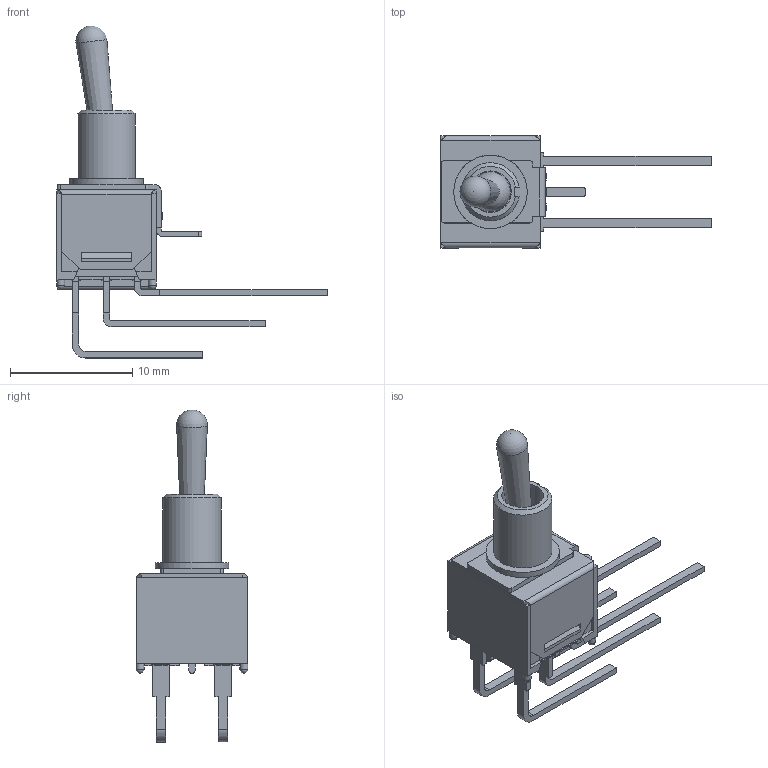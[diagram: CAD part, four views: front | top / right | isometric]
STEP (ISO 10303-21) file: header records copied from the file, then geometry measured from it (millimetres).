
FILE_DESCRIPTION(/* description */ (''),/* implementation_level */ '2;1');
FILE_NAME(/* name */ '200MDPxT3B4M7xE.stp',/* time_stamp */ '2025-04-28T14:22:04-05:00',/* author */ ('mroman'),/* organization */ (''),/* preprocessor_version */ 'ST-DEVELOPER v18.1',/* originating_system */ 'Autodesk Inventor 2022',/* authorisation */ '');
FILE_SCHEMA (('AUTOMOTIVE_DESIGN { 1 0 10303 214 3 1 1 }'));
Length unit declared in the file: inch
Products named in the file (1): 200MDPxT3B4M7xE
Bounding box: 22.1 x 9.14 x 27.12 mm (x, y, z)
Volume: 391.4 mm3; surface area: 1432 mm2
Topology: 1 solids, 2 shells, 311 faces, 888 edges, 580 vertices
Faces by surface type: plane 230, cylinder 45, bspline 26, sphere 6, cone 4
Full cylindrical faces by diameter (mm): 0.65 x4, 3.4 x1, 6 x1
Entity records: 10746 total; most frequent: CARTESIAN_POINT 2737, ORIENTED_EDGE 1766, DIRECTION 1489, EDGE_CURVE 883, LINE 701, VECTOR 701, VERTEX_POINT 580, AXIS2_PLACEMENT_3D 394
